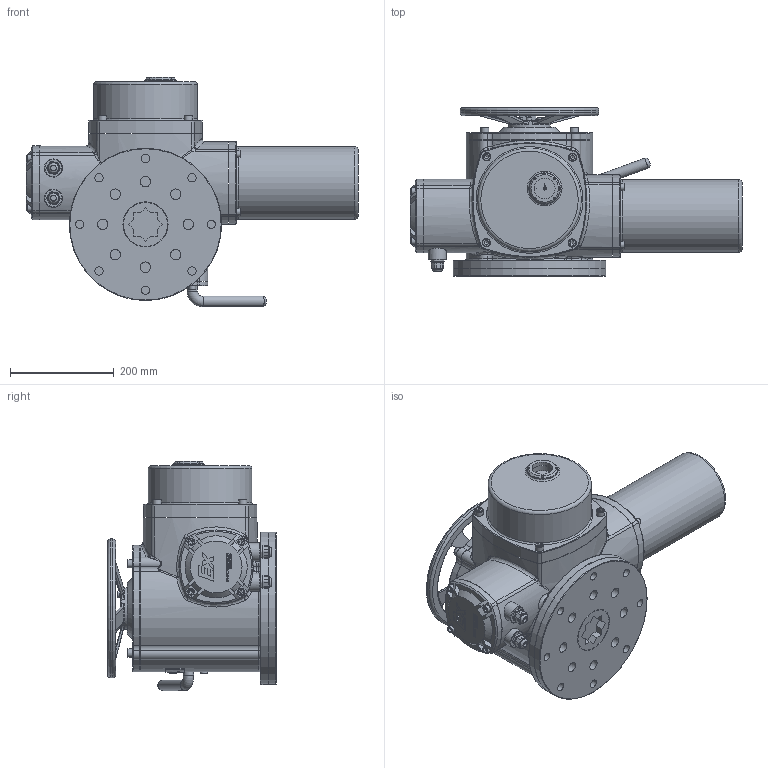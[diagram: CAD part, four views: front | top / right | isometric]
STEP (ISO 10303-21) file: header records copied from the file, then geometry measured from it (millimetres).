
FILE_DESCRIPTION(/* description */ (''),/* implementation_level */ '2;1');
FILE_NAME(/* name */ 'MT-N-045EM_3D_STEP.stp',/* time_stamp */ '2025-12-25T12:30:10+03:00',/* author */ ('igorr'),/* organization */ (''),/* preprocessor_version */ 'ST-DEVELOPER v20',/* originating_system */ 'Autodesk Inventor 2025',/* authorisation */ '');
FILE_SCHEMA (('AUTOMOTIVE_DESIGN { 1 0 10303 214 3 1 1 }'));
Products named in the file (9): Сборка1; Деталь1; Деталь2; Деталь1_1; AS 1420 - 1973 - M6 x 10; AS 1420 - 1973 - M8 x 16; AS 1427 - M2,5 x 4; AS 1420 - 1973 - M10 x 16; AS 1420 - 1973 - M10 x 20
Assembly tree (32 placements, depth 2):
  Сборка1
    Деталь1
    Деталь2
    Деталь1_1  x2
    AS 1420 - 1973 - M6 x 10  x5
    AS 1420 - 1973 - M8 x 16  x10
    AS 1427 - M2,5 x 4  x5
    AS 1420 - 1973 - M10 x 16  x4
    AS 1420 - 1973 - M10 x 20  x4
Bounding box: 640.5 x 325 x 442 mm (x, y, z)
Volume: 27732701.7 mm3; surface area: 1186455.4 mm2
Topology: 33 solids, 33 shells, 2193 faces, 5662 edges, 3695 vertices
Faces by surface type: plane 1032, bspline 492, cylinder 374, torus 162, cone 126, sphere 7
Full cylindrical faces by diameter (mm): 2.224 x5, 2.5 x5, 3 x1, 6 x6, 7 x5, 8 x10, 9 x2, 10 x13, 10.772 x2, 13 x10, 16 x16, 18.963 x2, 20 x10, 21.521 x2, 32.618 x1, 35 x2, 38 x1, 40 x2, 40.456 x1, 42 x1, 50 x1, 60.335 x1, 76.454 x1, 80 x1, 84.941 x1, 85 x1, 87 x1, 140 x1, 200 x1, 228 x1
Entity records: 73086 total; most frequent: CARTESIAN_POINT 30307, ORIENTED_EDGE 9118, DIRECTION 7343, EDGE_CURVE 4559, VERTEX_POINT 2974, AXIS2_PLACEMENT_3D 2582, LINE 2179, VECTOR 2179
